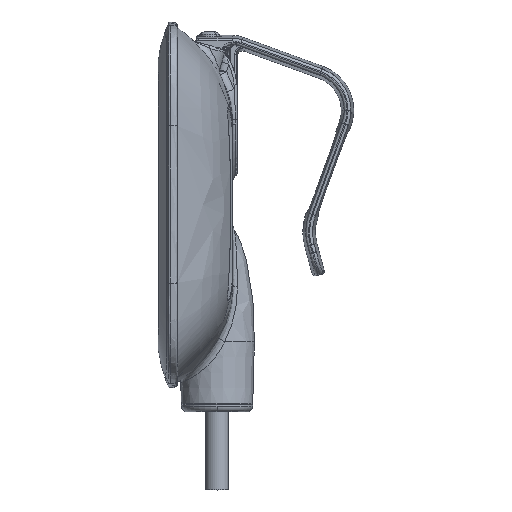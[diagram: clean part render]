
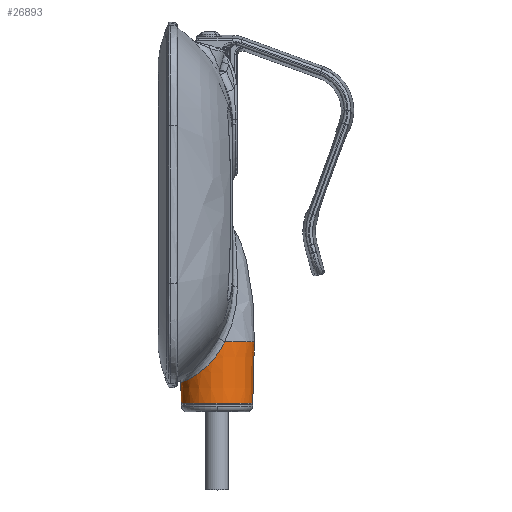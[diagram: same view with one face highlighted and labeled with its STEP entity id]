
A CAD part, top view. The second image highlights one B-rep face of the part: STEP entity #26893.
In plain terms, the highlighted conical face has half-angle 1.5 degrees and reference radius 12.5 mm.
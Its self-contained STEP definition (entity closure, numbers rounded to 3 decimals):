
#12060 = ORIENTED_EDGE ( 'NONE', *, *, #26427, .T. ) ;
#12061 = ORIENTED_EDGE ( 'NONE', *, *, #26431, .T. ) ;
#12062 = ORIENTED_EDGE ( 'NONE', *, *, #30062, .T. ) ;
#12063 = ORIENTED_EDGE ( 'NONE', *, *, #26432, .T. ) ;
#12064 = ORIENTED_EDGE ( 'NONE', *, *, #26433, .F. ) ;
#12132 = EDGE_LOOP ( 'NONE', ( #12060, #12061, #12062, #12063, #12064 ) ) ;
#13057 = AXIS2_PLACEMENT_3D ( 'NONE', #16822, #16823, #16824 ) ;
#13915 = CARTESIAN_POINT ( 'NONE',  ( 17.168, -48., 12.801 ) ) ;
#13919 = CARTESIAN_POINT ( 'NONE',  ( 27.576, -48., 0. ) ) ;
#14159 = CARTESIAN_POINT ( 'NONE',  ( 27.013, -69.513, 0. ) ) ;
#14160 = CARTESIAN_POINT ( 'NONE',  ( 1.987, -69.513, 0. ) ) ;
#14163 = CARTESIAN_POINT ( 'NONE',  ( 1.797, -62.233, 0. ) ) ;
#15227 = CIRCLE ( 'NONE', #13057, 13.076 ) ;
#16822 = CARTESIAN_POINT ( 'NONE',  ( 14.5, -48., 0. ) ) ;
#16823 = DIRECTION ( 'NONE',  ( 0., -1., 0. ) ) ;
#16824 = DIRECTION ( 'NONE',  ( 1., 0., 0. ) ) ;
#17693 = FACE_OUTER_BOUND ( 'NONE', #12132, .T. ) ;
#17703 = CONICAL_SURFACE ( 'NONE', #20542, 12.5, 0.026 ) ;
#20542 = AXIS2_PLACEMENT_3D ( 'NONE', #24333, #24334, #24335 ) ;
#24333 = CARTESIAN_POINT ( 'NONE',  ( 14.5, -70., 0. ) ) ;
#24334 = DIRECTION ( 'NONE',  ( 0., 1., 0. ) ) ;
#24335 = DIRECTION ( 'NONE',  ( -1., 0., 0. ) ) ;
#26203 = B_SPLINE_CURVE_WITH_KNOTS ( 'NONE', 3,
 ( #26244, #26218, #26238, #26246, #26247, #26248, #26249, #26250, #26251, #26252, #26253, #26254, #26255, #26256, #26257, #26258, #26259, #26260, #26261, #26262, #26263, #26264, #26265, #26266, #26267, #26268, #26269, #26270, #26271, #26272, #26273, #26274, #26275, #26276, #26277, #26278, #26279, #26280, #26281, #26282, #26283, #26284, #26285, #26286, #26287, #26288, #26289, #26290, #26291, #26292, #26293, #26294, #26295, #26296 ),
 .UNSPECIFIED., .F., .F.,
 ( 4, 2, 2, 2, 1, 1, 1, 2, 2, 2, 2, 2, 1, 1, 2, 2, 2, 2, 2, 1, 1, 1, 2, 2, 2, 2, 1, 1, 1, 1, 2, 2, 4 ),
 ( 0., 0.125, 0.187, 0.219, 0.234, 0.242, 0.246, 0.248, 0.25, 0.375, 0.437, 0.469, 0.484, 0.492, 0.496, 0.5, 0.625, 0.687, 0.719, 0.734, 0.742, 0.746, 0.748, 0.75, 0.812, 0.844, 0.859, 0.867, 0.871, 0.873, 0.874, 0.875, 1. ),
 .UNSPECIFIED. ) ;
#26216 = DIRECTION ( 'NONE',  ( 0.026, 1., 0. ) ) ;
#26218 = CARTESIAN_POINT ( 'NONE',  ( 16.649, -49.119, 12.879 ) ) ;
#26229 = CARTESIAN_POINT ( 'NONE',  ( 14.5, -69.513, 0. ) ) ;
#26230 = DIRECTION ( 'NONE',  ( 0., 1., 0. ) ) ;
#26231 = DIRECTION ( 'NONE',  ( 1., 0., 0. ) ) ;
#26238 = CARTESIAN_POINT ( 'NONE',  ( 16.072, -50.179, 12.939 ) ) ;
#26239 = CARTESIAN_POINT ( 'NONE',  ( 27., -70., 0. ) ) ;
#26244 = CARTESIAN_POINT ( 'NONE',  ( 17.168, -48., 12.801 ) ) ;
#26246 = CARTESIAN_POINT ( 'NONE',  ( 15.125, -51.683, 12.968 ) ) ;
#26247 = CARTESIAN_POINT ( 'NONE',  ( 14.795, -52.169, 12.968 ) ) ;
#26248 = CARTESIAN_POINT ( 'NONE',  ( 14.282, -52.877, 12.948 ) ) ;
#26249 = CARTESIAN_POINT ( 'NONE',  ( 14.107, -53.11, 12.938 ) ) ;
#26250 = CARTESIAN_POINT ( 'NONE',  ( 13.841, -53.453, 12.917 ) ) ;
#26251 = CARTESIAN_POINT ( 'NONE',  ( 13.707, -53.623, 12.905 ) ) ;
#26252 = CARTESIAN_POINT ( 'NONE',  ( 13.549, -53.819, 12.889 ) ) ;
#26253 = CARTESIAN_POINT ( 'NONE',  ( 13.469, -53.917, 12.88 ) ) ;
#26254 = CARTESIAN_POINT ( 'NONE',  ( 13.435, -53.959, 12.876 ) ) ;
#26255 = CARTESIAN_POINT ( 'NONE',  ( 13.412, -53.986, 12.873 ) ) ;
#26256 = CARTESIAN_POINT ( 'NONE',  ( 13.401, -53.999, 12.872 ) ) ;
#26257 = CARTESIAN_POINT ( 'NONE',  ( 12.604, -54.962, 12.778 ) ) ;
#26258 = CARTESIAN_POINT ( 'NONE',  ( 11.78, -55.829, 12.611 ) ) ;
#26259 = CARTESIAN_POINT ( 'NONE',  ( 10.516, -57.005, 12.214 ) ) ;
#26260 = CARTESIAN_POINT ( 'NONE',  ( 10.089, -57.377, 12.058 ) ) ;
#26261 = CARTESIAN_POINT ( 'NONE',  ( 9.449, -57.904, 11.782 ) ) ;
#26262 = CARTESIAN_POINT ( 'NONE',  ( 9.235, -58.075, 11.683 ) ) ;
#26263 = CARTESIAN_POINT ( 'NONE',  ( 8.914, -58.323, 11.524 ) ) ;
#26264 = CARTESIAN_POINT ( 'NONE',  ( 8.754, -58.445, 11.442 ) ) ;
#26265 = CARTESIAN_POINT ( 'NONE',  ( 8.567, -58.584, 11.341 ) ) ;
#26266 = CARTESIAN_POINT ( 'NONE',  ( 8.488, -58.643, 11.297 ) ) ;
#26267 = CARTESIAN_POINT ( 'NONE',  ( 8.434, -58.682, 11.268 ) ) ;
#26268 = CARTESIAN_POINT ( 'NONE',  ( 8.409, -58.701, 11.253 ) ) ;
#26269 = CARTESIAN_POINT ( 'NONE',  ( 7.502, -59.363, 10.739 ) ) ;
#26270 = CARTESIAN_POINT ( 'NONE',  ( 6.64, -59.915, 10.117 ) ) ;
#26271 = CARTESIAN_POINT ( 'NONE',  ( 5.44, -60.609, 8.982 ) ) ;
#26272 = CARTESIAN_POINT ( 'NONE',  ( 5.056, -60.818, 8.57 ) ) ;
#26273 = CARTESIAN_POINT ( 'NONE',  ( 4.513, -61.098, 7.904 ) ) ;
#26274 = CARTESIAN_POINT ( 'NONE',  ( 4.338, -61.186, 7.674 ) ) ;
#26275 = CARTESIAN_POINT ( 'NONE',  ( 4.084, -61.309, 7.316 ) ) ;
#26276 = CARTESIAN_POINT ( 'NONE',  ( 3.96, -61.369, 7.134 ) ) ;
#26277 = CARTESIAN_POINT ( 'NONE',  ( 3.819, -61.434, 6.917 ) ) ;
#26278 = CARTESIAN_POINT ( 'NONE',  ( 3.75, -61.466, 6.807 ) ) ;
#26279 = CARTESIAN_POINT ( 'NONE',  ( 3.721, -61.48, 6.759 ) ) ;
#26280 = CARTESIAN_POINT ( 'NONE',  ( 3.701, -61.489, 6.728 ) ) ;
#26281 = CARTESIAN_POINT ( 'NONE',  ( 3.691, -61.494, 6.711 ) ) ;
#26282 = CARTESIAN_POINT ( 'NONE',  ( 3.394, -61.629, 6.224 ) ) ;
#26283 = CARTESIAN_POINT ( 'NONE',  ( 3.127, -61.743, 5.718 ) ) ;
#26284 = CARTESIAN_POINT ( 'NONE',  ( 2.771, -61.888, 4.912 ) ) ;
#26285 = CARTESIAN_POINT ( 'NONE',  ( 2.66, -61.931, 4.635 ) ) ;
#26286 = CARTESIAN_POINT ( 'NONE',  ( 2.506, -61.99, 4.209 ) ) ;
#26287 = CARTESIAN_POINT ( 'NONE',  ( 2.433, -62.018, 3.993 ) ) ;
#26288 = CARTESIAN_POINT ( 'NONE',  ( 2.353, -62.047, 3.736 ) ) ;
#26289 = CARTESIAN_POINT ( 'NONE',  ( 2.314, -62.061, 3.606 ) ) ;
#26290 = CARTESIAN_POINT ( 'NONE',  ( 2.295, -62.068, 3.541 ) ) ;
#26291 = CARTESIAN_POINT ( 'NONE',  ( 2.287, -62.071, 3.513 ) ) ;
#26292 = CARTESIAN_POINT ( 'NONE',  ( 2.282, -62.073, 3.494 ) ) ;
#26293 = CARTESIAN_POINT ( 'NONE',  ( 2.279, -62.074, 3.483 ) ) ;
#26294 = CARTESIAN_POINT ( 'NONE',  ( 1.983, -62.18, 2.432 ) ) ;
#26295 = CARTESIAN_POINT ( 'NONE',  ( 1.797, -62.233, 1.262 ) ) ;
#26296 = CARTESIAN_POINT ( 'NONE',  ( 1.797, -62.233, 0. ) ) ;
#26297 = CARTESIAN_POINT ( 'NONE',  ( 2., -70., 0. ) ) ;
#26299 = DIRECTION ( 'NONE',  ( -0.026, 1., 0. ) ) ;
#26427 = EDGE_CURVE ( 'NONE', #29679, #29678, #30270, .T. ) ;
#26431 = EDGE_CURVE ( 'NONE', #29678, #29438, #30274, .T. ) ;
#26432 = EDGE_CURVE ( 'NONE', #29434, #29682, #26203, .T. ) ;
#26433 = EDGE_CURVE ( 'NONE', #29679, #29682, #30275, .T. ) ;
#26893 = ADVANCED_FACE ( 'NONE', ( #17693 ), #17703, .T. ) ;
#29434 = VERTEX_POINT ( 'NONE', #13915 ) ;
#29438 = VERTEX_POINT ( 'NONE', #13919 ) ;
#29678 = VERTEX_POINT ( 'NONE', #14159 ) ;
#29679 = VERTEX_POINT ( 'NONE', #14160 ) ;
#29682 = VERTEX_POINT ( 'NONE', #14163 ) ;
#30062 = EDGE_CURVE ( 'NONE', #29438, #29434, #15227, .T. ) ;
#30270 = CIRCLE ( 'NONE', #30738, 12.513 ) ;
#30274 = LINE ( 'NONE', #26239, #30277 ) ;
#30275 = LINE ( 'NONE', #26297, #30276 ) ;
#30276 = VECTOR ( 'NONE', #26299, 1000. ) ;
#30277 = VECTOR ( 'NONE', #26216, 1000. ) ;
#30738 = AXIS2_PLACEMENT_3D ( 'NONE', #26229, #26230, #26231 ) ;
